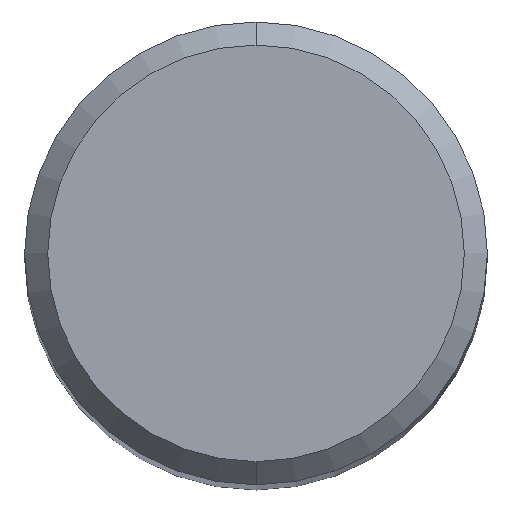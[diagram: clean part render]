
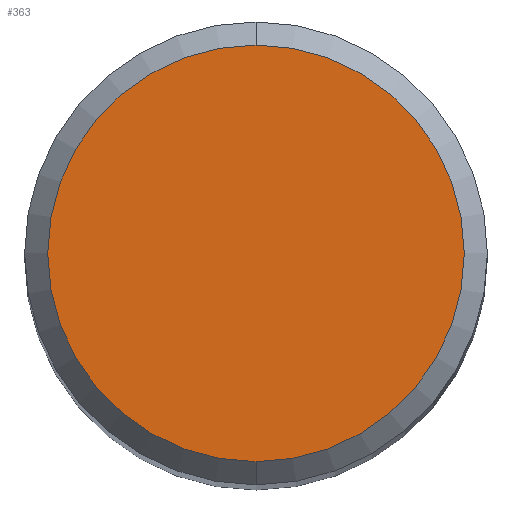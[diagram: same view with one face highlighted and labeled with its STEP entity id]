
A CAD part, top view. The second image highlights one B-rep face of the part: STEP entity #363.
In plain terms, the highlighted planar face has unit normal (0, 0, 1).
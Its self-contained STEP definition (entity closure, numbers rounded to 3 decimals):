
#363=ADVANCED_FACE('',(#976),#977,.T.);
#531=VERTEX_POINT('',#1157);
#677=EDGE_CURVE('',#757,#531,#1318,.T.);
#757=VERTEX_POINT('',#1409);
#915=EDGE_CURVE('',#531,#757,#1582,.T.);
#976=FACE_OUTER_BOUND('',#1744,.T.);
#977=PLANE('',#1745);
#1157=CARTESIAN_POINT('',(0.0,3.6,0.0));
#1318=CIRCLE('',#2758,3.6);
#1409=CARTESIAN_POINT('',(0.,-3.6,0.0));
#1582=CIRCLE('',#6177,3.6);
#1744=EDGE_LOOP('',(#6255,#6256));
#1745=AXIS2_PLACEMENT_3D('',#6257,#6258,#6259);
#2758=AXIS2_PLACEMENT_3D('',#6585,#6586,#6587);
#6177=AXIS2_PLACEMENT_3D('',#6912,#6913,#6914);
#6255=ORIENTED_EDGE('',*,*,#915,.F.);
#6256=ORIENTED_EDGE('',*,*,#677,.F.);
#6257=CARTESIAN_POINT('',(0.0,1.8,0.0));
#6258=DIRECTION('',(-0.0,0.0,1.0));
#6259=DIRECTION('',(0.0,-1.0,0.0));
#6585=CARTESIAN_POINT('',(0.0,0.0,0.0));
#6586=DIRECTION('',(0.0,0.0,-1.0));
#6587=DIRECTION('',(0.0,1.0,0.0));
#6912=CARTESIAN_POINT('',(0.0,0.0,0.0));
#6913=DIRECTION('',(0.0,0.0,-1.0));
#6914=DIRECTION('',(0.0,1.0,0.0));
